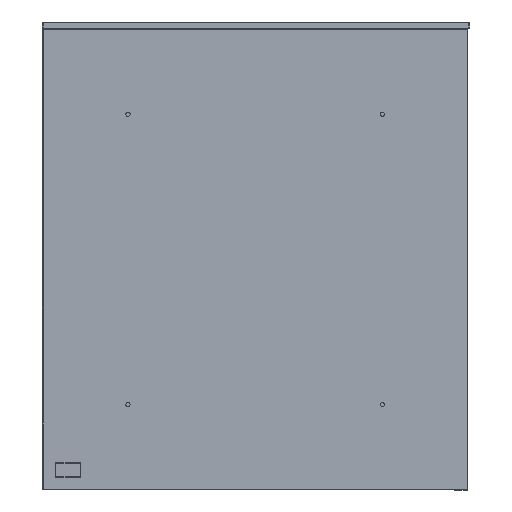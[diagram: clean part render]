
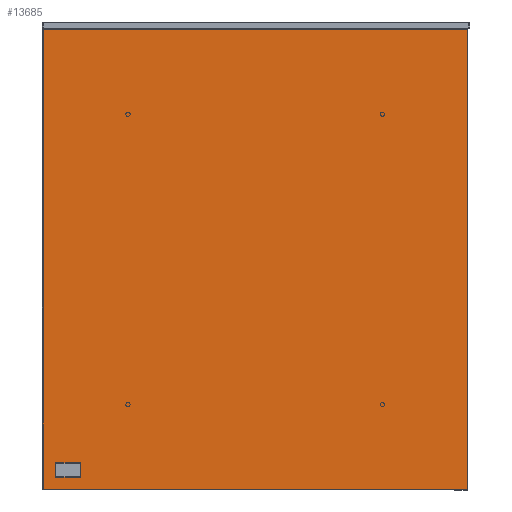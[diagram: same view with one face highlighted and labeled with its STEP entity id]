
A CAD part, left-side view. The second image highlights one B-rep face of the part: STEP entity #13685.
In plain terms, the highlighted planar face has unit normal (-1, 0, 0).
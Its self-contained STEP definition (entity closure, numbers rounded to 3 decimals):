
#13324=CARTESIAN_POINT('',(-3823.565,5493.44,-59.131));
#13325=VERTEX_POINT('',#13324);
#13326=CARTESIAN_POINT('',(-3823.565,5493.44,-596.869));
#13327=VERTEX_POINT('',#13326);
#13328=CARTESIAN_POINT('',(-3823.565,5493.44,-59.131));
#13329=DIRECTION('',(0.0,0.0,-1.0));
#13330=VECTOR('',#13329,537.737);
#13331=LINE('',#13328,#13330);
#13332=EDGE_CURVE('',#13325,#13327,#13331,.T.);
#13364=CARTESIAN_POINT('',(-3823.565,5493.771,-597.2));
#13365=VERTEX_POINT('',#13364);
#13366=CARTESIAN_POINT('',(-3823.565,5493.44,-596.869));
#13367=DIRECTION('',(0.0,0.707,-0.707));
#13368=VECTOR('',#13367,0.469);
#13369=LINE('',#13366,#13368);
#13370=EDGE_CURVE('',#13327,#13365,#13369,.T.);
#13395=CARTESIAN_POINT('',(-3823.565,5989.508,-597.2));
#13396=VERTEX_POINT('',#13395);
#13397=CARTESIAN_POINT('',(-3823.565,5493.771,-597.2));
#13398=DIRECTION('',(0.0,1.0,0.0));
#13399=VECTOR('',#13398,495.737);
#13400=LINE('',#13397,#13399);
#13401=EDGE_CURVE('',#13365,#13396,#13400,.T.);
#13435=CARTESIAN_POINT('',(-3823.565,5989.84,-596.869));
#13436=VERTEX_POINT('',#13435);
#13437=CARTESIAN_POINT('',(-3823.565,5989.508,-597.2));
#13438=DIRECTION('',(0.0,0.707,0.707));
#13439=VECTOR('',#13438,0.469);
#13440=LINE('',#13437,#13439);
#13441=EDGE_CURVE('',#13396,#13436,#13440,.T.);
#13466=CARTESIAN_POINT('',(-3823.565,5989.84,-59.131));
#13467=VERTEX_POINT('',#13466);
#13468=CARTESIAN_POINT('',(-3823.565,5989.84,-596.869));
#13469=DIRECTION('',(0.0,0.0,1.0));
#13470=VECTOR('',#13469,537.737);
#13471=LINE('',#13468,#13470);
#13472=EDGE_CURVE('',#13436,#13467,#13471,.T.);
#13497=CARTESIAN_POINT('',(-3823.565,5989.508,-58.8));
#13498=VERTEX_POINT('',#13497);
#13499=CARTESIAN_POINT('',(-3823.565,5989.84,-59.131));
#13500=DIRECTION('',(0.0,-0.707,0.707));
#13501=VECTOR('',#13500,0.469);
#13502=LINE('',#13499,#13501);
#13503=EDGE_CURVE('',#13467,#13498,#13502,.T.);
#13528=CARTESIAN_POINT('',(-3823.565,5493.771,-58.8));
#13529=VERTEX_POINT('',#13528);
#13530=CARTESIAN_POINT('',(-3823.565,5989.508,-58.8));
#13531=DIRECTION('',(0.0,-1.0,0.0));
#13532=VECTOR('',#13531,495.737);
#13533=LINE('',#13530,#13532);
#13534=EDGE_CURVE('',#13498,#13529,#13533,.T.);
#13557=CARTESIAN_POINT('',(-3823.565,5493.771,-58.8));
#13558=DIRECTION('',(0.0,-0.707,-0.707));
#13559=VECTOR('',#13558,0.469);
#13560=LINE('',#13557,#13559);
#13561=EDGE_CURVE('',#13529,#13325,#13560,.T.);
#13670=CARTESIAN_POINT('',(-3823.565,5741.64,-597.201));
#13671=DIRECTION('',(-1.0,0.0,0.0));
#13672=DIRECTION('',(0.0,0.0,1.0));
#13673=AXIS2_PLACEMENT_3D('',#13670,#13671,#13672);
#13674=PLANE('',#13673);
#13675=ORIENTED_EDGE('',*,*,#13332,.F.);
#13676=ORIENTED_EDGE('',*,*,#13561,.F.);
#13677=ORIENTED_EDGE('',*,*,#13534,.F.);
#13678=ORIENTED_EDGE('',*,*,#13503,.F.);
#13679=ORIENTED_EDGE('',*,*,#13472,.F.);
#13680=ORIENTED_EDGE('',*,*,#13441,.F.);
#13681=ORIENTED_EDGE('',*,*,#13401,.F.);
#13682=ORIENTED_EDGE('',*,*,#13370,.F.);
#13683=EDGE_LOOP('',(#13675,#13676,#13677,#13678,#13679,#13680,#13681,#13682));
#13684=FACE_OUTER_BOUND('',#13683,.T.);
#13685=ADVANCED_FACE('',(#13684),#13674,.T.);
